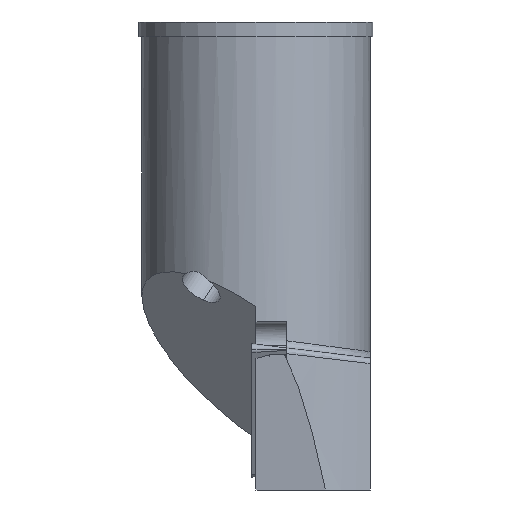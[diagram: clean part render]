
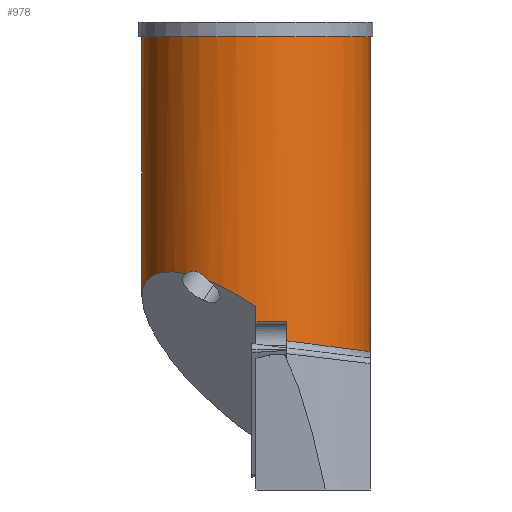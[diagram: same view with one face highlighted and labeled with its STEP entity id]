
A CAD part, left-side view. The second image highlights one B-rep face of the part: STEP entity #978.
In plain terms, the highlighted cylindrical face has radius 7.8 mm (diameter 15.6 mm), a partial arc.
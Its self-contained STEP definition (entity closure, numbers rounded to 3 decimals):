
#564=VERTEX_POINT('NONE',#1537);
#568=VERTEX_POINT('NONE',#1541);
#640=VERTEX_POINT('NONE',#1620);
#650=VERTEX_POINT('NONE',#1632);
#652=VERTEX_POINT('NONE',#1634);
#706=EDGE_CURVE('NONE',#568,#650,#1694,.T.);
#720=VERTEX_POINT('NONE',#1709);
#764=EDGE_CURVE('NONE',#640,#824,#1758,.T.);
#824=VERTEX_POINT('NONE',#1822);
#862=EDGE_CURVE('NONE',#1098,#568,#1864,.T.);
#864=VERTEX_POINT('NONE',#1866);
#978=ADVANCED_FACE('NONE',(#1998),#1999,.T.);
#996=EDGE_CURVE('NONE',#1216,#1098,#2018,.T.);
#1002=EDGE_CURVE('NONE',#652,#1320,#2025,.T.);
#1076=EDGE_CURVE('NONE',#564,#1216,#2106,.T.);
#1098=VERTEX_POINT('NONE',#2128);
#1102=EDGE_CURVE('NONE',#650,#864,#2133,.F.);
#1138=EDGE_CURVE('NONE',#640,#720,#2170,.F.);
#1214=EDGE_CURVE('NONE',#652,#564,#2255,.T.);
#1216=VERTEX_POINT('NONE',#2257);
#1246=EDGE_CURVE('NONE',#720,#1320,#2290,.T.);
#1296=EDGE_CURVE('NONE',#824,#864,#2346,.T.);
#1320=VERTEX_POINT('NONE',#2373);
#1537=CARTESIAN_POINT('',(-7.8,0.,-19.995));
#1541=CARTESIAN_POINT('',(0.,-7.8,-22.041));
#1620=CARTESIAN_POINT('',(-6.143,4.806,-16.708));
#1632=CARTESIAN_POINT('',(0.,-7.8,-0.5));
#1634=CARTESIAN_POINT('',(-7.8,0.,-18.955));
#1694=LINE('',#2839,#2840);
#1709=CARTESIAN_POINT('',(-6.815,3.795,-16.684));
#1758=ELLIPSE('',#2927,10.4,7.8);
#1822=CARTESIAN_POINT('',(0.0,7.8,-18.259));
#1864=B_SPLINE_CURVE_WITH_KNOTS('',3,(#3064,#3065,#3066,#3067,#3068,#3069,#3070,#3071,#3072,#3073,#3074,#3075,#3076),.UNSPECIFIED.,.F.,.F.,(4,3,3,3,4),(0.0,0.292,0.646,0.956,1.0),.UNSPECIFIED.);
#1866=CARTESIAN_POINT('',(0.0,7.8,-0.5));
#1998=FACE_OUTER_BOUND('',#3282,.T.);
#1999=CYLINDRICAL_SURFACE('',#3283,7.8);
#2018=LINE('',#3695,#3696);
#2025=ELLIPSE('',#3705,10.4,7.8);
#2106=CIRCLE('',#3810,7.8);
#2128=CARTESIAN_POINT('',(-7.512,-2.1,-21.296));
#2133=CIRCLE('',#3847,7.8);
#2170=B_SPLINE_CURVE_WITH_KNOTS('',3,(#4604,#4605,#4606,#4607,#4608,#4609,#4610,#4611,#4612,#4613,#4614,#4615,#4616,#4617,#4618,#4619,#4620,#4621,#4622,#4623,#4624,#4625,#4626,#4627,#4628,#4629,#4630,#4631,#4632,#4633),.UNSPECIFIED.,.F.,.F.,(4,2,2,2,2,2,2,2,2,2,2,2,2,2,4),(5.421,6.133,6.489,6.845,7.123,7.4,7.678,7.956,8.233,8.511,8.789,9.066,9.423,9.779,10.491),.UNSPECIFIED.);
#2255=LINE('',#4749,#4750);
#2257=CARTESIAN_POINT('',(-7.512,-2.1,-19.995));
#2290=B_SPLINE_CURVE_WITH_KNOTS('',3,(#4796,#4797,#4798,#4799,#4800,#4801,#4802,#4803,#4804,#4805,#4806,#4807,#4808,#4809,#4810,#4811,#4812,#4813,#4814,#4815,#4816,#4817,#4818,#4819,#4820,#4821),.UNSPECIFIED.,.F.,.F.,(4,2,2,2,2,2,2,2,2,2,2,2,4),(1.424,1.702,1.98,2.257,2.535,2.813,3.09,3.368,3.646,4.002,4.358,5.07,5.8),.UNSPECIFIED.);
#2346=LINE('',#4898,#4899);
#2373=CARTESIAN_POINT('',(-7.076,3.281,-17.186));
#2839=CARTESIAN_POINT('',(0.,-7.8,-31.5));
#2840=VECTOR('',#5362,1000.0);
#2927=AXIS2_PLACEMENT_3D('',#5439,#5440,#5441);
#3064=CARTESIAN_POINT('',(-7.512,-2.1,-21.296));
#3065=CARTESIAN_POINT('',(-7.248,-3.044,-21.419));
#3066=CARTESIAN_POINT('',(-6.802,-3.942,-21.537));
#3067=CARTESIAN_POINT('',(-6.206,-4.725,-21.639));
#3068=CARTESIAN_POINT('',(-5.484,-5.674,-21.763));
#3069=CARTESIAN_POINT('',(-4.539,-6.455,-21.865));
#3070=CARTESIAN_POINT('',(-3.467,-6.987,-21.935));
#3071=CARTESIAN_POINT('',(-2.529,-7.453,-21.995));
#3072=CARTESIAN_POINT('',(-1.493,-7.727,-22.031));
#3073=CARTESIAN_POINT('',(-0.445,-7.787,-22.039));
#3074=CARTESIAN_POINT('',(-0.297,-7.796,-22.04));
#3075=CARTESIAN_POINT('',(-0.148,-7.8,-22.041));
#3076=CARTESIAN_POINT('',(0.,-7.8,-22.041));
#3282=EDGE_LOOP('',(#5799,#5800,#5801,#5802,#5803,#5804,#5805,#5806,#5807,#5808,#5809));
#3283=AXIS2_PLACEMENT_3D('',#5810,#5811,#5812);
#3695=CARTESIAN_POINT('',(-7.512,-2.1,-31.5));
#3696=VECTOR('',#5825,1.0);
#3705=AXIS2_PLACEMENT_3D('',#5837,#5838,#5839);
#3810=AXIS2_PLACEMENT_3D('',#5936,#5937,#5938);
#3847=AXIS2_PLACEMENT_3D('',#5964,#5965,#5966);
#4604=CARTESIAN_POINT('',(-7.216,2.962,-18.381));
#4605=CARTESIAN_POINT('',(-7.216,2.962,-18.143));
#4606=CARTESIAN_POINT('',(-7.203,2.995,-17.886));
#4607=CARTESIAN_POINT('',(-7.154,3.108,-17.527));
#4608=CARTESIAN_POINT('',(-7.134,3.155,-17.412));
#4609=CARTESIAN_POINT('',(-7.082,3.269,-17.198));
#4610=CARTESIAN_POINT('',(-7.052,3.335,-17.099));
#4611=CARTESIAN_POINT('',(-6.989,3.464,-16.944));
#4612=CARTESIAN_POINT('',(-6.957,3.527,-16.879));
#4613=CARTESIAN_POINT('',(-6.886,3.665,-16.763));
#4614=CARTESIAN_POINT('',(-6.845,3.74,-16.712));
#4615=CARTESIAN_POINT('',(-6.758,3.895,-16.631));
#4616=CARTESIAN_POINT('',(-6.712,3.975,-16.599));
#4617=CARTESIAN_POINT('',(-6.614,4.136,-16.558));
#4618=CARTESIAN_POINT('',(-6.563,4.217,-16.548));
#4619=CARTESIAN_POINT('',(-6.461,4.371,-16.548));
#4620=CARTESIAN_POINT('',(-6.407,4.45,-16.558));
#4621=CARTESIAN_POINT('',(-6.297,4.603,-16.599));
#4622=CARTESIAN_POINT('',(-6.242,4.678,-16.631));
#4623=CARTESIAN_POINT('',(-6.134,4.819,-16.712));
#4624=CARTESIAN_POINT('',(-6.081,4.885,-16.763));
#4625=CARTESIAN_POINT('',(-5.982,5.006,-16.879));
#4626=CARTESIAN_POINT('',(-5.936,5.06,-16.944));
#4627=CARTESIAN_POINT('',(-5.843,5.168,-17.099));
#4628=CARTESIAN_POINT('',(-5.794,5.222,-17.198));
#4629=CARTESIAN_POINT('',(-5.71,5.314,-17.412));
#4630=CARTESIAN_POINT('',(-5.674,5.352,-17.527));
#4631=CARTESIAN_POINT('',(-5.59,5.441,-17.886));
#4632=CARTESIAN_POINT('',(-5.564,5.466,-18.143));
#4633=CARTESIAN_POINT('',(-5.564,5.466,-18.381));
#4749=CARTESIAN_POINT('',(-7.8,0.,-31.5));
#4750=VECTOR('',#6090,1.0);
#4796=CARTESIAN_POINT('',(-5.895,5.108,-17.012));
#4797=CARTESIAN_POINT('',(-5.936,5.06,-16.944));
#4798=CARTESIAN_POINT('',(-5.982,5.006,-16.879));
#4799=CARTESIAN_POINT('',(-6.081,4.885,-16.763));
#4800=CARTESIAN_POINT('',(-6.134,4.819,-16.712));
#4801=CARTESIAN_POINT('',(-6.242,4.678,-16.631));
#4802=CARTESIAN_POINT('',(-6.297,4.603,-16.599));
#4803=CARTESIAN_POINT('',(-6.407,4.45,-16.558));
#4804=CARTESIAN_POINT('',(-6.461,4.371,-16.548));
#4805=CARTESIAN_POINT('',(-6.563,4.217,-16.548));
#4806=CARTESIAN_POINT('',(-6.614,4.136,-16.558));
#4807=CARTESIAN_POINT('',(-6.712,3.975,-16.599));
#4808=CARTESIAN_POINT('',(-6.758,3.895,-16.631));
#4809=CARTESIAN_POINT('',(-6.845,3.74,-16.712));
#4810=CARTESIAN_POINT('',(-6.886,3.665,-16.763));
#4811=CARTESIAN_POINT('',(-6.957,3.527,-16.879));
#4812=CARTESIAN_POINT('',(-6.989,3.464,-16.944));
#4813=CARTESIAN_POINT('',(-7.052,3.335,-17.099));
#4814=CARTESIAN_POINT('',(-7.082,3.269,-17.198));
#4815=CARTESIAN_POINT('',(-7.134,3.155,-17.412));
#4816=CARTESIAN_POINT('',(-7.154,3.108,-17.527));
#4817=CARTESIAN_POINT('',(-7.203,2.995,-17.886));
#4818=CARTESIAN_POINT('',(-7.216,2.962,-18.143));
#4819=CARTESIAN_POINT('',(-7.216,2.962,-18.624));
#4820=CARTESIAN_POINT('',(-7.202,2.996,-18.887));
#4821=CARTESIAN_POINT('',(-7.172,3.066,-19.137));
#4898=CARTESIAN_POINT('',(0.0,7.8,-31.5));
#4899=VECTOR('',#6189,1000.0);
#5362=DIRECTION('',(-0.0,0.,1.0));
#5439=CARTESIAN_POINT('',(0.0,0.,-23.459));
#5440=DIRECTION('',(-0.433,0.5,-0.75));
#5441=DIRECTION('',(-0.491,0.567,0.661));
#5799=ORIENTED_EDGE('',*,*,#862,.T.);
#5800=ORIENTED_EDGE('',*,*,#706,.T.);
#5801=ORIENTED_EDGE('',*,*,#1102,.T.);
#5802=ORIENTED_EDGE('',*,*,#1296,.F.);
#5803=ORIENTED_EDGE('',*,*,#764,.F.);
#5804=ORIENTED_EDGE('',*,*,#1138,.T.);
#5805=ORIENTED_EDGE('',*,*,#1246,.T.);
#5806=ORIENTED_EDGE('',*,*,#1002,.F.);
#5807=ORIENTED_EDGE('',*,*,#1214,.T.);
#5808=ORIENTED_EDGE('',*,*,#1076,.T.);
#5809=ORIENTED_EDGE('',*,*,#996,.T.);
#5810=CARTESIAN_POINT('',(0.0,0.,-31.5));
#5811=DIRECTION('',(-0.0,-0.0,1.0));
#5812=DIRECTION('',(0.0,1.0,0.0));
#5825=DIRECTION('',(0.0,0.0,-1.0));
#5837=CARTESIAN_POINT('',(0.0,0.,-23.459));
#5838=DIRECTION('',(-0.433,0.5,-0.75));
#5839=DIRECTION('',(-0.491,0.567,0.661));
#5936=CARTESIAN_POINT('',(0.0,0.,-19.995));
#5937=DIRECTION('',(-0.0,0.0,1.0));
#5938=DIRECTION('',(0.0,1.0,0.0));
#5964=CARTESIAN_POINT('',(0.0,0.,-0.5));
#5965=DIRECTION('',(0.,0.,1.0));
#5966=DIRECTION('',(0.,1.0,0.));
#6090=DIRECTION('',(0.0,0.0,-1.0));
#6189=DIRECTION('',(-0.0,0.,1.0));
